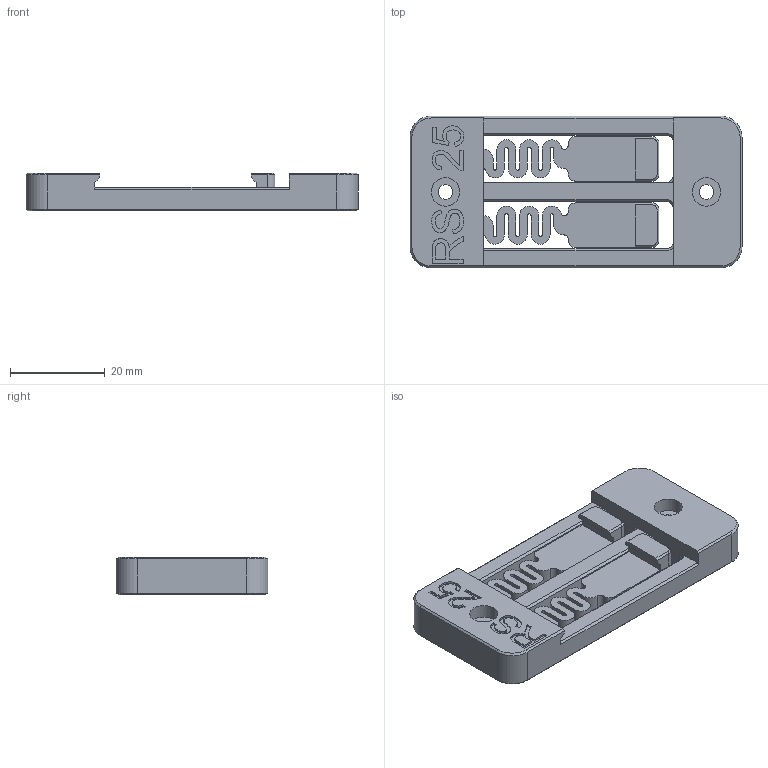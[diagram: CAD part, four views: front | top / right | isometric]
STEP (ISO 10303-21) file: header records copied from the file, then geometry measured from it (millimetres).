
FILE_DESCRIPTION(/* description */ ('FreeCAD Model'),/* implementation_level */ '2;1');
FILE_NAME(/* name */ 'RS25_DIN_clip.step',/* time_stamp */ '2025-04-21T10:58:44-05:00',/* author */ (''),/* organization */ (''),/* preprocessor_version */ 'ST-DEVELOPER v20.1',/* originating_system */ 'Autodesk Translation Framework v14.4.0.0',/* authorisation */ '');
FILE_SCHEMA (('AUTOMOTIVE_DESIGN { 1 0 10303 214 3 1 1 }'));
Length unit declared in the file: millimetre
Products named in the file (1): unibody
Bounding box: 70 x 32 x 8 mm (x, y, z)
Volume: 12194.1 mm3; surface area: 8011.1 mm2
Topology: 1 solids, 1 shells, 412 faces, 1065 edges, 666 vertices
Faces by surface type: plane 192, bspline 86, cone 74, cylinder 60
Full cylindrical faces by diameter (mm): 3.1 x2, 6 x2
Entity records: 13452 total; most frequent: CARTESIAN_POINT 3844, ORIENTED_EDGE 2130, DIRECTION 1743, EDGE_CURVE 1065, LINE 693, VECTOR 693, VERTEX_POINT 666, AXIS2_PLACEMENT_3D 525
